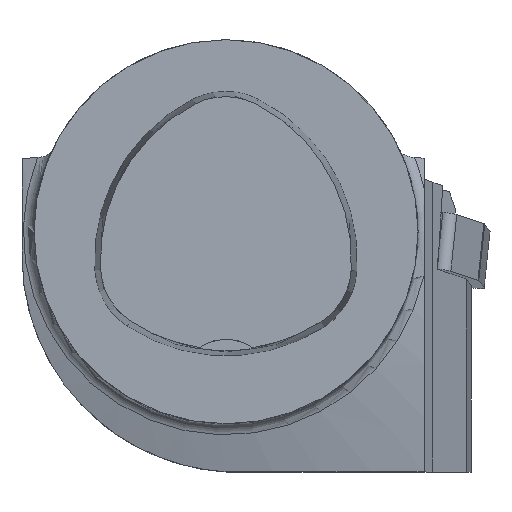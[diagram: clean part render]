
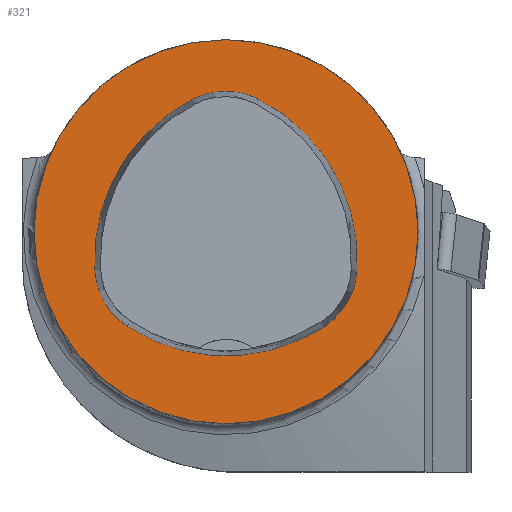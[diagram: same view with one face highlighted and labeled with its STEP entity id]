
A CAD part, top view. The second image highlights one B-rep face of the part: STEP entity #321.
In plain terms, the highlighted planar face has unit normal (0, 0, 1).
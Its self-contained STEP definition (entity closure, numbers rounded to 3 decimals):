
#149=PLANE('',#1892);
#321=ADVANCED_FACE('',(#649,#650),#149,.T.);
#649=FACE_BOUND('',#732,.T.);
#650=FACE_BOUND('',#733,.T.);
#732=EDGE_LOOP('',(#1147,#1148,#1149,#1150,#1151,#1152));
#733=EDGE_LOOP('',(#1153));
#1147=ORIENTED_EDGE('',*,*,#1597,.T.);
#1148=ORIENTED_EDGE('',*,*,#1577,.T.);
#1149=ORIENTED_EDGE('',*,*,#1581,.T.);
#1150=ORIENTED_EDGE('',*,*,#1584,.T.);
#1151=ORIENTED_EDGE('',*,*,#1587,.T.);
#1152=ORIENTED_EDGE('',*,*,#1595,.T.);
#1153=ORIENTED_EDGE('',*,*,#1430,.F.);
#1280=VERTEX_POINT('',#2472);
#1376=VERTEX_POINT('',#2873);
#1377=VERTEX_POINT('',#2874);
#1380=VERTEX_POINT('',#2882);
#1382=VERTEX_POINT('',#2888);
#1384=VERTEX_POINT('',#2894);
#1391=VERTEX_POINT('',#2915);
#1430=EDGE_CURVE('',#1280,#1280,#1648,.T.);
#1577=EDGE_CURVE('',#1376,#1377,#1672,.T.);
#1581=EDGE_CURVE('',#1377,#1380,#1674,.T.);
#1584=EDGE_CURVE('',#1380,#1382,#1676,.T.);
#1587=EDGE_CURVE('',#1382,#1384,#1678,.T.);
#1595=EDGE_CURVE('',#1384,#1391,#1682,.T.);
#1597=EDGE_CURVE('',#1391,#1376,#1684,.T.);
#1648=CIRCLE('',#1773,16.);
#1672=CIRCLE('',#1870,15.);
#1674=CIRCLE('',#1873,6.);
#1676=CIRCLE('',#1876,15.);
#1678=CIRCLE('',#1879,6.);
#1682=CIRCLE('',#1884,15.);
#1684=CIRCLE('',#1887,6.);
#1773=AXIS2_PLACEMENT_3D('',#2471,#1967,#1968);
#1870=AXIS2_PLACEMENT_3D('',#2872,#2250,#2251);
#1873=AXIS2_PLACEMENT_3D('',#2881,#2258,#2259);
#1876=AXIS2_PLACEMENT_3D('',#2887,#2265,#2266);
#1879=AXIS2_PLACEMENT_3D('',#2893,#2272,#2273);
#1884=AXIS2_PLACEMENT_3D('',#2916,#2284,#2285);
#1887=AXIS2_PLACEMENT_3D('',#2919,#2290,#2291);
#1892=AXIS2_PLACEMENT_3D('',#2924,#2300,#2301);
#1967=DIRECTION('',(0.,0.,-1.));
#1968=DIRECTION('',(-1.,0.,0.));
#2250=DIRECTION('',(0.,0.,-1.));
#2251=DIRECTION('',(-1.,0.,0.));
#2258=DIRECTION('',(0.,0.,-1.));
#2259=DIRECTION('',(-1.,0.,0.));
#2265=DIRECTION('',(0.,0.,-1.));
#2266=DIRECTION('',(-1.,0.,0.));
#2272=DIRECTION('',(0.,0.,-1.));
#2273=DIRECTION('',(-1.,0.,0.));
#2284=DIRECTION('',(0.,0.,-1.));
#2285=DIRECTION('',(-1.,0.,0.));
#2290=DIRECTION('',(0.,0.,-1.));
#2291=DIRECTION('',(-1.,0.,0.));
#2300=DIRECTION('',(0.,0.,1.));
#2301=DIRECTION('',(1.,0.,0.));
#2471=CARTESIAN_POINT('',(0.,0.,0.));
#2472=CARTESIAN_POINT('',(-16.,0.,0.));
#2872=CARTESIAN_POINT('',(4.048,-2.316,0.));
#2873=CARTESIAN_POINT('',(-10.926,-3.206,0.));
#2874=CARTESIAN_POINT('',(-2.774,11.043,0.));
#2881=CARTESIAN_POINT('',(-0.045,5.7,0.));
#2882=CARTESIAN_POINT('',(2.638,11.066,0.));
#2887=CARTESIAN_POINT('',(-4.07,-2.35,0.));
#2888=CARTESIAN_POINT('',(10.903,-3.249,0.));
#2893=CARTESIAN_POINT('',(4.914,-2.889,0.));
#2894=CARTESIAN_POINT('',(8.177,-7.924,0.));
#2915=CARTESIAN_POINT('',(-8.24,-7.859,0.));
#2916=CARTESIAN_POINT('',(0.019,4.663,0.));
#2919=CARTESIAN_POINT('',(-4.936,-2.85,0.));
#2924=CARTESIAN_POINT('',(0.,0.,0.));
